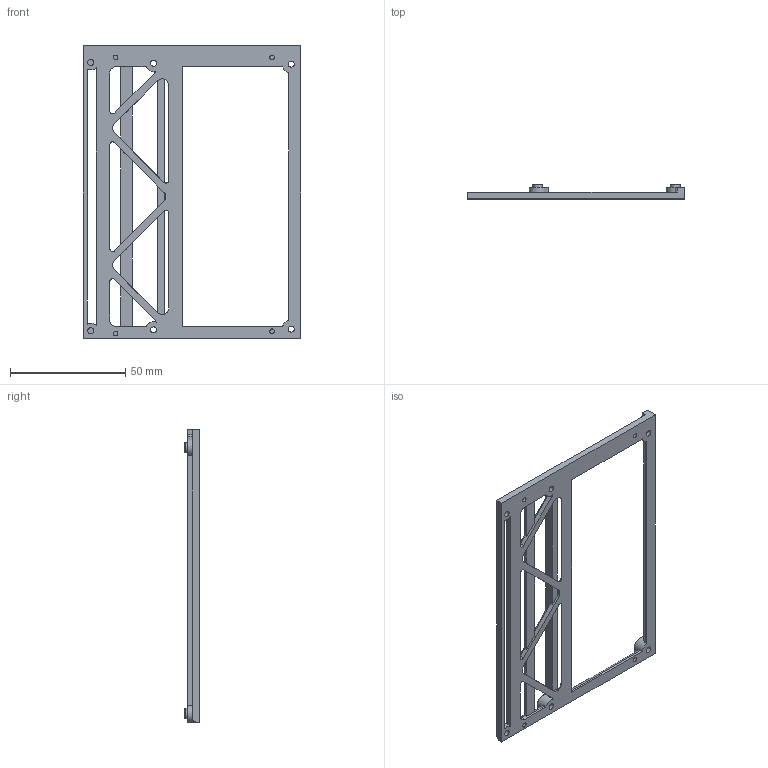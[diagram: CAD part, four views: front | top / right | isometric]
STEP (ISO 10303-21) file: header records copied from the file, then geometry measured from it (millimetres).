
FILE_DESCRIPTION(/* description */ (''),/* implementation_level */ '2;1');
FILE_NAME(/* name */ 'Duet-Duex_Duex-Top.step',/* time_stamp */ '2016-04-02T16:43:32-07:00',/* author */ (''),/* organization */ (''),/* preprocessor_version */ 'ST-DEVELOPER v16.2',/* originating_system */ 'Autodesk Translation Framework v4.3.0.3010',/* authorisation */ '');
FILE_SCHEMA (('AUTOMOTIVE_DESIGN { 1 0 10303 214 3 1 1 }'));
Length unit declared in the file: centimetre
Products named in the file (1): Duet-Duex_Duex-Top v2
Bounding box: 94.35 x 6.25 x 127 mm (x, y, z)
Volume: 12690.8 mm3; surface area: 15044 mm2
Topology: 1 solids, 25 shells, 718 faces, 1966 edges, 1289 vertices
Faces by surface type: bspline 374, plane 237, cylinder 83, torus 20, cone 4
Full cylindrical faces by diameter (mm): 2 x4, 2.667 x6, 2.75 x4, 4.14 x4
Entity records: 26963 total; most frequent: CARTESIAN_POINT 11264, ORIENTED_EDGE 3876, DIRECTION 2031, EDGE_CURVE 1938, VERTEX_POINT 1289, LINE 993, VECTOR 993, EDGE_LOOP 799
